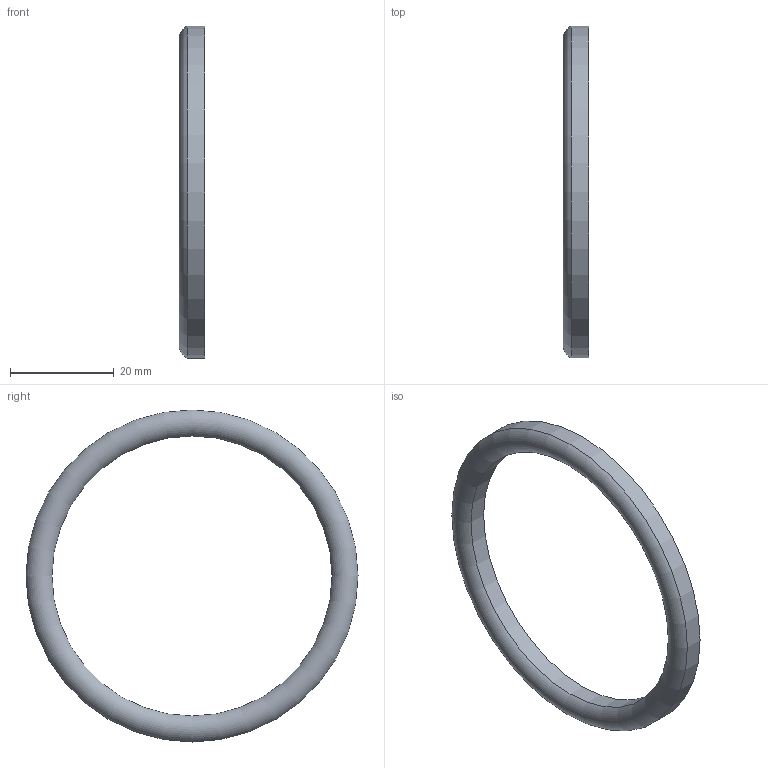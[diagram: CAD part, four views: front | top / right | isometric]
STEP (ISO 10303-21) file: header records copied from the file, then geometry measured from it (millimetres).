
FILE_DESCRIPTION(/* description */ ('Těsnění šroubení T - dle DIN'),/* implementation_level */ '2;1');
FILE_NAME(/* name */ '20040050000.stp',/* time_stamp */ '2015-06-12T10:58:23+02:00',/* author */ ('Struska'),/* organization */ ('Bupospol, Armaturka Koukol spol. s r.o.'),/* preprocessor_version */ 'ST-DEVELOPER v15.6',/* originating_system */ 'Autodesk Inventor 2015',/* authorisation */ '');
FILE_SCHEMA (('CONFIG_CONTROL_DESIGN'));
Length unit declared in the file: millimetre
Products named in the file (1): 20040050000
Bounding box: 5 x 64 x 64 mm (x, y, z)
Volume: 4227 mm3; surface area: 3355.3 mm2
Topology: 1 solids, 1 shells, 4 faces, 7 edges, 4 vertices
Faces by surface type: cylinder 2, torus 1, plane 1
Full cylindrical faces by diameter (mm): 54 x1, 64 x1
Entity records: 116 total; most frequent: DIRECTION 18, CARTESIAN_POINT 13, AXIS2_PLACEMENT_3D 9, EDGE_LOOP 8, ORIENTED_EDGE 8, STYLED_ITEM 5, FACE_BOUND 4, FACE_OUTER_BOUND 4
